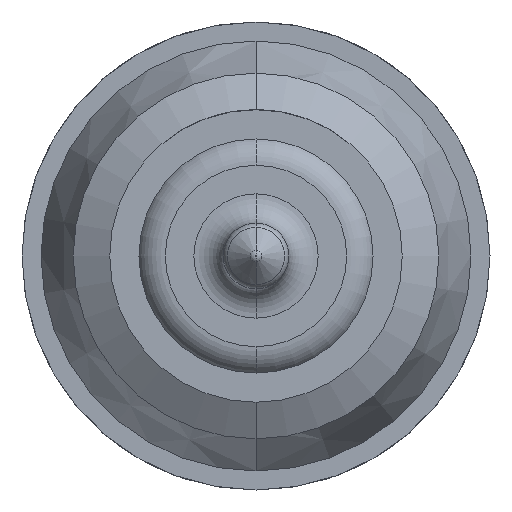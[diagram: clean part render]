
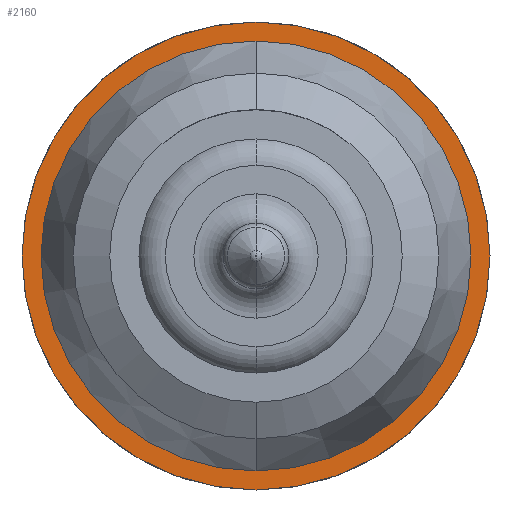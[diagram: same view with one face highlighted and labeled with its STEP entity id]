
A CAD part, front view. The second image highlights one B-rep face of the part: STEP entity #2160.
In plain terms, the highlighted planar face has unit normal (0, -1, 0).
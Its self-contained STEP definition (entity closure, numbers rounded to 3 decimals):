
#255 = EDGE_CURVE ( 'Defeature ausgef�hrt1_7+Defeature ausgef�hrt1_6+Defeature ausgef�hrt1_6+Defeature ausgef�hrt1_6', #1582, #2854, #3486, .T. ) ;
#662 = AXIS2_PLACEMENT_3D ( 'NONE', #2711, #2663, #4470 ) ;
#751 = FACE_OUTER_BOUND ( 'NONE', #5498, .T. ) ;
#757 = ORIENTED_EDGE ( 'NONE', *, *, #3902, .F. ) ;
#766 = AXIS2_PLACEMENT_3D ( 'NONE', #1237, #3500, #1714 ) ;
#782 = DIRECTION ( 'NONE',  ( 0., 0., 1. ) ) ;
#957 = ORIENTED_EDGE ( 'NONE', *, *, #1232, .T. ) ;
#1072 = DIRECTION ( 'NONE',  ( 0., 1., 0. ) ) ;
#1139 = DIRECTION ( 'NONE',  ( 0., 1., 0. ) ) ;
#1186 = EDGE_LOOP ( 'NONE', ( #2643, #957 ) ) ;
#1194 = CARTESIAN_POINT ( 'NONE',  ( 0., 0.547, 1.47 ) ) ;
#1232 = EDGE_CURVE ( 'Defeature ausgef�hrt1_6+Defeature ausgef�hrt1_5+Defeature ausgef�hrt1_5+Defeature ausgef�hrt1_5', #1411, #4992, #1859, .T. ) ;
#1237 = CARTESIAN_POINT ( 'NONE',  ( 0., 0.547, 0. ) ) ;
#1360 = CARTESIAN_POINT ( 'NONE',  ( 0., 0.547, 1.6 ) ) ;
#1411 = VERTEX_POINT ( 'NONE', #4349 ) ;
#1582 = VERTEX_POINT ( 'NONE', #4957 ) ;
#1714 = DIRECTION ( 'NONE',  ( 0., 0., 1. ) ) ;
#1859 = CIRCLE ( 'NONE', #5506, 1.47 ) ;
#1913 = CARTESIAN_POINT ( 'NONE',  ( 0., 0.547, 0. ) ) ;
#2148 = AXIS2_PLACEMENT_3D ( 'NONE', #5280, #3873, #782 ) ;
#2160 = ADVANCED_FACE ( 'Defeature ausgef�hrt1_6', ( #751, #3472 ), #3832, .F. ) ;
#2215 = ORIENTED_EDGE ( 'NONE', *, *, #255, .F. ) ;
#2643 = ORIENTED_EDGE ( 'NONE', *, *, #4449, .T. ) ;
#2663 = DIRECTION ( 'NONE',  ( 0., 1., 0. ) ) ;
#2711 = CARTESIAN_POINT ( 'NONE',  ( 0., 0.547, 0. ) ) ;
#2854 = VERTEX_POINT ( 'NONE', #1360 ) ;
#3191 = CIRCLE ( 'NONE', #2148, 1.47 ) ;
#3472 = FACE_BOUND ( 'NONE', #1186, .T. ) ;
#3486 = CIRCLE ( 'NONE', #766, 1.6 ) ;
#3500 = DIRECTION ( 'NONE',  ( 0., 1., 0. ) ) ;
#3832 = PLANE ( 'NONE',  #5239 ) ;
#3873 = DIRECTION ( 'NONE',  ( 0., 1., 0. ) ) ;
#3902 = EDGE_CURVE ( 'Defeature ausgef�hrt1_7+Defeature ausgef�hrt1_6+Defeature ausgef�hrt1_6+Defeature ausgef�hrt1_6', #2854, #1582, #4392, .T. ) ;
#4211 = CARTESIAN_POINT ( 'NONE',  ( 1.47, 0.547, 0. ) ) ;
#4297 = DIRECTION ( 'NONE',  ( 0., 0., 1. ) ) ;
#4349 = CARTESIAN_POINT ( 'NONE',  ( 0., 0.547, -1.47 ) ) ;
#4392 = CIRCLE ( 'NONE', #662, 1.6 ) ;
#4449 = EDGE_CURVE ( 'Defeature ausgef�hrt1_6+Defeature ausgef�hrt1_5+Defeature ausgef�hrt1_5+Defeature ausgef�hrt1_5', #4992, #1411, #3191, .T. ) ;
#4470 = DIRECTION ( 'NONE',  ( 0., 0., 1. ) ) ;
#4957 = CARTESIAN_POINT ( 'NONE',  ( 0., 0.547, -1.6 ) ) ;
#4992 = VERTEX_POINT ( 'NONE', #1194 ) ;
#5239 = AXIS2_PLACEMENT_3D ( 'NONE', #4211, #1139, #4297 ) ;
#5280 = CARTESIAN_POINT ( 'NONE',  ( 0., 0.547, 0. ) ) ;
#5498 = EDGE_LOOP ( 'NONE', ( #757, #2215 ) ) ;
#5506 = AXIS2_PLACEMENT_3D ( 'NONE', #1913, #1072, #5609 ) ;
#5609 = DIRECTION ( 'NONE',  ( 0., 0., 1. ) ) ;
